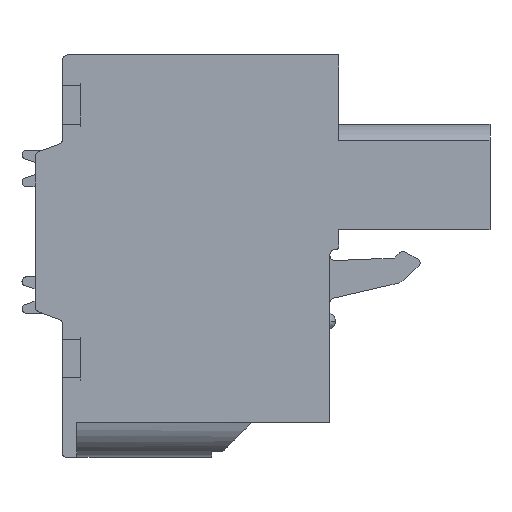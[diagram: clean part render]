
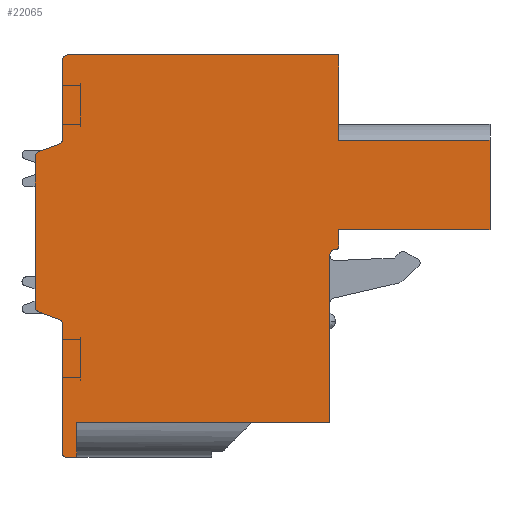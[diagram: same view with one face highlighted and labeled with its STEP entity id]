
A CAD part, front view. The second image highlights one B-rep face of the part: STEP entity #22065.
In plain terms, the highlighted planar face has unit normal (0, -1, 0).
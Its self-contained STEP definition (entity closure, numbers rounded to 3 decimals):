
#1991=DIRECTION('',(0.,0.,1.));
#1992=VECTOR('',#1991,4.7);
#1993=CARTESIAN_POINT('',(4.181,-86.26,6.775));
#1994=LINE('',#1993,#1992);
#2147=DIRECTION('',(-1.,0.,0.));
#2148=VECTOR('',#2147,8.3);
#2149=CARTESIAN_POINT('',(12.481,-86.26,6.775));
#2150=LINE('',#2149,#2148);
#2151=DIRECTION('',(0.,0.,-1.));
#2152=VECTOR('',#2151,4.9);
#2153=CARTESIAN_POINT('',(12.481,-86.26,6.775));
#2154=LINE('',#2153,#2152);
#2155=DIRECTION('',(-1.,0.,0.));
#2156=VECTOR('',#2155,8.3);
#2157=CARTESIAN_POINT('',(12.481,-86.26,1.875));
#2158=LINE('',#2157,#2156);
#2159=DIRECTION('',(0.,0.,-1.));
#2160=VECTOR('',#2159,0.901);
#2161=CARTESIAN_POINT('',(4.181,-86.26,1.875));
#2162=LINE('',#2161,#2160);
#2163=CARTESIAN_POINT('',(3.981,-86.26,0.974));
#2164=DIRECTION('',(0.,1.,0.));
#2165=DIRECTION('',(1.,0.,0.));
#2166=AXIS2_PLACEMENT_3D('',#2163,#2164,#2165);
#2168=CARTESIAN_POINT('',(3.981,-86.26,0.474));
#2169=DIRECTION('',(0.,-1.,0.));
#2170=DIRECTION('',(0.,0.,1.));
#2171=AXIS2_PLACEMENT_3D('',#2168,#2169,#2170);
#2173=DIRECTION('',(-1.,0.,0.));
#2174=VECTOR('',#2173,13.9);
#2175=CARTESIAN_POINT('',(3.681,-86.26,-8.725));
#2176=LINE('',#2175,#2174);
#2177=DIRECTION('',(0.,0.,-1.));
#2178=VECTOR('',#2177,1.9);
#2179=CARTESIAN_POINT('',(-10.219,-86.26,-8.725));
#2180=LINE('',#2179,#2178);
#2181=DIRECTION('',(-1.,0.,0.));
#2182=VECTOR('',#2181,0.6);
#2183=CARTESIAN_POINT('',(-10.219,-86.26,-10.625));
#2184=LINE('',#2183,#2182);
#2185=CARTESIAN_POINT('',(-10.819,-86.26,-10.425));
#2186=DIRECTION('',(0.,1.,0.));
#2187=DIRECTION('',(0.,0.,-1.));
#2188=AXIS2_PLACEMENT_3D('',#2185,#2186,#2187);
#2190=DIRECTION('',(0.,0.,1.));
#2191=VECTOR('',#2190,7.095);
#2192=CARTESIAN_POINT('',(-11.019,-86.26,-10.425));
#2193=LINE('',#2192,#2191);
#2194=CARTESIAN_POINT('',(-11.319,-86.26,-3.33));
#2195=DIRECTION('',(0.,-1.,0.));
#2196=DIRECTION('',(1.,0.,0.));
#2197=AXIS2_PLACEMENT_3D('',#2194,#2195,#2196);
#2199=DIRECTION('',(-0.94,0.,0.342));
#2200=VECTOR('',#2199,1.176);
#2201=CARTESIAN_POINT('',(-11.216,-86.26,-3.048));
#2202=LINE('',#2201,#2200);
#2203=CARTESIAN_POINT('',(-12.219,-86.26,-2.364));
#2204=DIRECTION('',(0.,1.,0.));
#2205=DIRECTION('',(-0.342,0.,-0.94));
#2206=AXIS2_PLACEMENT_3D('',#2203,#2204,#2205);
#2208=DIRECTION('',(0.,0.,1.));
#2209=VECTOR('',#2208,8.238);
#2210=CARTESIAN_POINT('',(-12.519,-86.26,-2.364));
#2211=LINE('',#2210,#2209);
#2212=CARTESIAN_POINT('',(-12.219,-86.26,5.874));
#2213=DIRECTION('',(0.,1.,0.));
#2214=DIRECTION('',(-1.,0.,0.));
#2215=AXIS2_PLACEMENT_3D('',#2212,#2213,#2214);
#2217=DIRECTION('',(0.94,0.,0.342));
#2218=VECTOR('',#2217,1.176);
#2219=CARTESIAN_POINT('',(-12.321,-86.26,6.156));
#2220=LINE('',#2219,#2218);
#2221=CARTESIAN_POINT('',(-11.319,-86.26,6.84));
#2222=DIRECTION('',(0.,-1.,0.));
#2223=DIRECTION('',(0.342,0.,-0.94));
#2224=AXIS2_PLACEMENT_3D('',#2221,#2222,#2223);
#2226=DIRECTION('',(0.,0.,1.));
#2227=VECTOR('',#2226,4.335);
#2228=CARTESIAN_POINT('',(-11.019,-86.26,6.84));
#2229=LINE('',#2228,#2227);
#2230=CARTESIAN_POINT('',(-10.719,-86.26,11.175));
#2231=DIRECTION('',(0.,1.,0.));
#2232=DIRECTION('',(-1.,0.,0.));
#2233=AXIS2_PLACEMENT_3D('',#2230,#2231,#2232);
#2235=DIRECTION('',(1.,0.,0.));
#2236=VECTOR('',#2235,14.9);
#2237=CARTESIAN_POINT('',(-10.719,-86.26,11.475));
#2238=LINE('',#2237,#2236);
#3205=DIRECTION('',(0.,0.,1.));
#3206=VECTOR('',#3205,9.199);
#3207=CARTESIAN_POINT('',(3.681,-86.26,-8.725));
#3208=LINE('',#3207,#3206);
#15719=CARTESIAN_POINT('',(-12.519,-86.26,-2.364));
#15720=CARTESIAN_POINT('',(-12.519,-86.26,5.874));
#15721=VERTEX_POINT('',#15719);
#15722=VERTEX_POINT('',#15720);
#15723=CARTESIAN_POINT('',(-12.321,-86.26,6.156));
#15724=VERTEX_POINT('',#15723);
#15725=CARTESIAN_POINT('',(-11.216,-86.26,6.558));
#15726=VERTEX_POINT('',#15725);
#15727=CARTESIAN_POINT('',(-11.019,-86.26,6.84));
#15728=VERTEX_POINT('',#15727);
#15729=CARTESIAN_POINT('',(-11.019,-86.26,11.175));
#15730=VERTEX_POINT('',#15729);
#15731=CARTESIAN_POINT('',(-10.719,-86.26,11.475));
#15732=VERTEX_POINT('',#15731);
#15733=CARTESIAN_POINT('',(4.181,-86.26,11.475));
#15734=VERTEX_POINT('',#15733);
#15735=CARTESIAN_POINT('',(3.681,-86.26,-8.725));
#15736=CARTESIAN_POINT('',(-10.219,-86.26,-8.725));
#15737=VERTEX_POINT('',#15735);
#15738=VERTEX_POINT('',#15736);
#15739=CARTESIAN_POINT('',(-10.219,-86.26,-10.625));
#15740=VERTEX_POINT('',#15739);
#15741=CARTESIAN_POINT('',(-10.819,-86.26,-10.625));
#15742=VERTEX_POINT('',#15741);
#15743=CARTESIAN_POINT('',(-11.019,-86.26,-10.425));
#15744=VERTEX_POINT('',#15743);
#15745=CARTESIAN_POINT('',(-11.019,-86.26,-3.33));
#15746=VERTEX_POINT('',#15745);
#15747=CARTESIAN_POINT('',(-11.216,-86.26,-3.048));
#15748=VERTEX_POINT('',#15747);
#15749=CARTESIAN_POINT('',(-12.321,-86.26,-2.646));
#15750=VERTEX_POINT('',#15749);
#15761=CARTESIAN_POINT('',(4.181,-86.26,0.974));
#15762=CARTESIAN_POINT('',(3.981,-86.26,0.774));
#15763=VERTEX_POINT('',#15761);
#15764=VERTEX_POINT('',#15762);
#15765=CARTESIAN_POINT('',(4.181,-86.26,1.875));
#15766=VERTEX_POINT('',#15765);
#15767=CARTESIAN_POINT('',(3.681,-86.26,0.474));
#15768=VERTEX_POINT('',#15767);
#15769=CARTESIAN_POINT('',(12.481,-86.26,1.875));
#15770=VERTEX_POINT('',#15769);
#17004=CARTESIAN_POINT('',(4.181,-86.26,6.775));
#17006=VERTEX_POINT('',#17004);
#17009=CARTESIAN_POINT('',(12.481,-86.26,6.775));
#17010=VERTEX_POINT('',#17009);
#22015=CARTESIAN_POINT('',(0.,-86.26,0.));
#22016=DIRECTION('',(0.,1.,0.));
#22017=DIRECTION('',(1.,0.,0.));
#22018=AXIS2_PLACEMENT_3D('',#22015,#22016,#22017);
#22019=PLANE('',#22018);
#22020=ORIENTED_EDGE('',*,*,#21930,.F.);
#22021=ORIENTED_EDGE('',*,*,#20735,.T.);
#22023=ORIENTED_EDGE('',*,*,#22022,.T.);
#22025=ORIENTED_EDGE('',*,*,#22024,.T.);
#22027=ORIENTED_EDGE('',*,*,#22026,.T.);
#22029=ORIENTED_EDGE('',*,*,#22028,.T.);
#22031=ORIENTED_EDGE('',*,*,#22030,.F.);
#22033=ORIENTED_EDGE('',*,*,#22032,.T.);
#22035=ORIENTED_EDGE('',*,*,#22034,.T.);
#22037=ORIENTED_EDGE('',*,*,#22036,.T.);
#22039=ORIENTED_EDGE('',*,*,#22038,.T.);
#22041=ORIENTED_EDGE('',*,*,#22040,.T.);
#22043=ORIENTED_EDGE('',*,*,#22042,.T.);
#22045=ORIENTED_EDGE('',*,*,#22044,.T.);
#22047=ORIENTED_EDGE('',*,*,#22046,.T.);
#22049=ORIENTED_EDGE('',*,*,#22048,.T.);
#22051=ORIENTED_EDGE('',*,*,#22050,.T.);
#22053=ORIENTED_EDGE('',*,*,#22052,.T.);
#22055=ORIENTED_EDGE('',*,*,#22054,.T.);
#22057=ORIENTED_EDGE('',*,*,#22056,.T.);
#22059=ORIENTED_EDGE('',*,*,#22058,.T.);
#22061=ORIENTED_EDGE('',*,*,#22060,.T.);
#22062=ORIENTED_EDGE('',*,*,#21944,.F.);
#22063=EDGE_LOOP('',(#22020,#22021,#22023,#22025,#22027,#22029,#22031,#22033,
#22035,#22037,#22039,#22041,#22043,#22045,#22047,#22049,#22051,#22053,#22055,
#22057,#22059,#22061,#22062));
#22064=FACE_OUTER_BOUND('',#22063,.F.);
#22065=ADVANCED_FACE('',(#22064),#22019,.F.);
#2167=CIRCLE('',#2166,0.2);
#2172=CIRCLE('',#2171,0.3);
#2189=CIRCLE('',#2188,0.2);
#2198=CIRCLE('',#2197,0.3);
#2207=CIRCLE('',#2206,0.3);
#2216=CIRCLE('',#2215,0.3);
#2225=CIRCLE('',#2224,0.3);
#2234=CIRCLE('',#2233,0.3);
#20735=EDGE_CURVE('',#17010,#15770,#2154,.T.);
#21930=EDGE_CURVE('',#17010,#17006,#2150,.T.);
#21944=EDGE_CURVE('',#17006,#15734,#1994,.T.);
#22022=EDGE_CURVE('',#15770,#15766,#2158,.T.);
#22024=EDGE_CURVE('',#15766,#15763,#2162,.T.);
#22026=EDGE_CURVE('',#15763,#15764,#2167,.T.);
#22028=EDGE_CURVE('',#15764,#15768,#2172,.T.);
#22030=EDGE_CURVE('',#15737,#15768,#3208,.T.);
#22032=EDGE_CURVE('',#15737,#15738,#2176,.T.);
#22034=EDGE_CURVE('',#15738,#15740,#2180,.T.);
#22036=EDGE_CURVE('',#15740,#15742,#2184,.T.);
#22038=EDGE_CURVE('',#15742,#15744,#2189,.T.);
#22040=EDGE_CURVE('',#15744,#15746,#2193,.T.);
#22042=EDGE_CURVE('',#15746,#15748,#2198,.T.);
#22044=EDGE_CURVE('',#15748,#15750,#2202,.T.);
#22046=EDGE_CURVE('',#15750,#15721,#2207,.T.);
#22048=EDGE_CURVE('',#15721,#15722,#2211,.T.);
#22050=EDGE_CURVE('',#15722,#15724,#2216,.T.);
#22052=EDGE_CURVE('',#15724,#15726,#2220,.T.);
#22054=EDGE_CURVE('',#15726,#15728,#2225,.T.);
#22056=EDGE_CURVE('',#15728,#15730,#2229,.T.);
#22058=EDGE_CURVE('',#15730,#15732,#2234,.T.);
#22060=EDGE_CURVE('',#15732,#15734,#2238,.T.);
